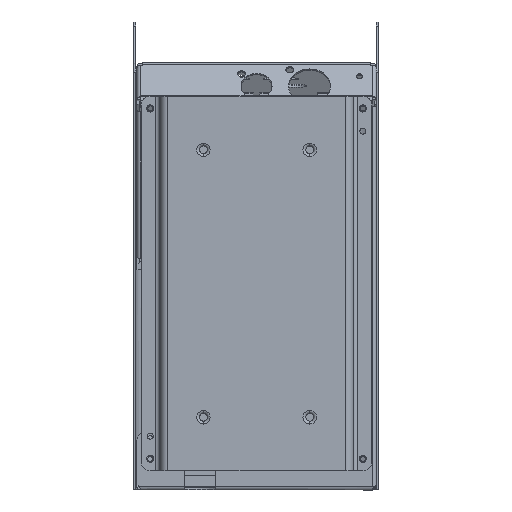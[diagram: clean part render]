
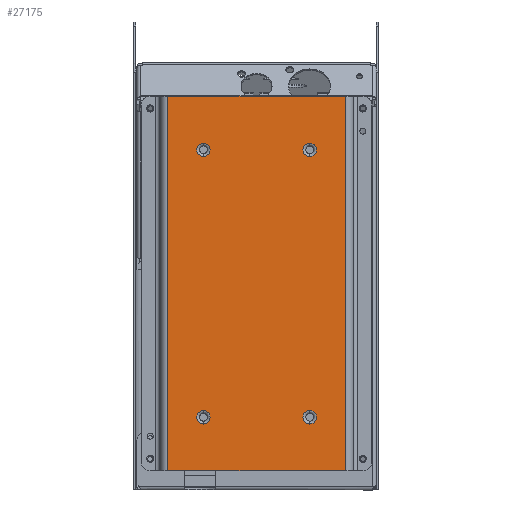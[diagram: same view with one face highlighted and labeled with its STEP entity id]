
A CAD part, front view. The second image highlights one B-rep face of the part: STEP entity #27175.
In plain terms, the highlighted planar face has unit normal (0, -1, 0).
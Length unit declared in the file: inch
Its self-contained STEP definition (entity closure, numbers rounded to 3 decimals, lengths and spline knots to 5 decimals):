
#253 = DIRECTION ( 'NONE',  ( 0., 0., 1. ) ) ;
#286 = PLANE ( 'NONE',  #4469 ) ;
#1055 = AXIS2_PLACEMENT_3D ( 'NONE', #6082, #21450, #8245 ) ;
#1212 = CIRCLE ( 'NONE', #4802, 0.1895 ) ;
#1224 = FACE_BOUND ( 'NONE', #26383, .T. ) ;
#1390 = EDGE_LOOP ( 'NONE', ( #3676, #23766 ) ) ;
#1418 = DIRECTION ( 'NONE',  ( 0., 1., 0. ) ) ;
#1425 = CARTESIAN_POINT ( 'NONE',  ( -2.50496, -0.60394, 5.56407 ) ) ;
#1995 = AXIS2_PLACEMENT_3D ( 'NONE', #16783, #3600, #18984 ) ;
#2005 = AXIS2_PLACEMENT_3D ( 'NONE', #10987, #26352, #13233 ) ;
#2035 = VERTEX_POINT ( 'NONE', #1425 ) ;
#2482 = DIRECTION ( 'NONE',  ( 0., 0., 1. ) ) ;
#3127 = ORIENTED_EDGE ( 'NONE', *, *, #8551, .T. ) ;
#3419 = CIRCLE ( 'NONE', #6406, 0.1895 ) ;
#3440 = EDGE_CURVE ( 'NONE', #12817, #9456, #19582, .T. ) ;
#3460 = DIRECTION ( 'NONE',  ( 0., 0., 1. ) ) ;
#3600 = DIRECTION ( 'NONE',  ( 0., 1., 0. ) ) ;
#3676 = ORIENTED_EDGE ( 'NONE', *, *, #16751, .T. ) ;
#4014 = CARTESIAN_POINT ( 'NONE',  ( -1.50034, -0.60394, -3.68543 ) ) ;
#4321 = ORIENTED_EDGE ( 'NONE', *, *, #26138, .F. ) ;
#4381 = CARTESIAN_POINT ( 'NONE',  ( 2.50528, -0.60394, -5.00993 ) ) ;
#4469 = AXIS2_PLACEMENT_3D ( 'NONE', #24338, #15648, #2482 ) ;
#4549 = ORIENTED_EDGE ( 'NONE', *, *, #14557, .T. ) ;
#4802 = AXIS2_PLACEMENT_3D ( 'NONE', #12539, #27875, #14776 ) ;
#4936 = FACE_BOUND ( 'NONE', #21930, .T. ) ;
#5657 = FACE_OUTER_BOUND ( 'NONE', #26893, .T. ) ;
#5778 = VECTOR ( 'NONE', #27923, 39.37008 ) ;
#5783 = DIRECTION ( 'NONE',  ( 0., 1., 0. ) ) ;
#6006 = LINE ( 'NONE', #8079, #11833 ) ;
#6082 = CARTESIAN_POINT ( 'NONE',  ( 1.49966, -0.60394, 4.05107 ) ) ;
#6121 = CARTESIAN_POINT ( 'NONE',  ( -1.50034, -0.60394, -3.30643 ) ) ;
#6406 = AXIS2_PLACEMENT_3D ( 'NONE', #18957, #5783, #21156 ) ;
#6943 = AXIS2_PLACEMENT_3D ( 'NONE', #26512, #13397, #253 ) ;
#7095 = DIRECTION ( 'NONE',  ( 0., 0., -1. ) ) ;
#7136 = CIRCLE ( 'NONE', #6943, 0.1895 ) ;
#7330 = CARTESIAN_POINT ( 'NONE',  ( -2.50496, -0.60394, -5.00993 ) ) ;
#8008 = VECTOR ( 'NONE', #22508, 39.37008 ) ;
#8079 = CARTESIAN_POINT ( 'NONE',  ( -3.58534, -0.60394, -5.00993 ) ) ;
#8206 = CARTESIAN_POINT ( 'NONE',  ( 1.49966, -0.60394, -3.30643 ) ) ;
#8245 = DIRECTION ( 'NONE',  ( 0., 0., 1. ) ) ;
#8345 = CARTESIAN_POINT ( 'NONE',  ( 1.49966, -0.60394, -3.68543 ) ) ;
#8551 = EDGE_CURVE ( 'NONE', #16634, #11187, #16820, .T. ) ;
#8916 = ORIENTED_EDGE ( 'NONE', *, *, #11683, .T. ) ;
#9073 = EDGE_CURVE ( 'NONE', #2035, #27715, #10907, .T. ) ;
#9456 = VERTEX_POINT ( 'NONE', #22813 ) ;
#10343 = CARTESIAN_POINT ( 'NONE',  ( -3.58534, -0.60394, 5.56407 ) ) ;
#10773 = FACE_BOUND ( 'NONE', #18120, .T. ) ;
#10907 = LINE ( 'NONE', #10343, #5778 ) ;
#10987 = CARTESIAN_POINT ( 'NONE',  ( -1.50034, -0.60394, -3.49593 ) ) ;
#11002 = VERTEX_POINT ( 'NONE', #7330 ) ;
#11187 = VERTEX_POINT ( 'NONE', #12268 ) ;
#11346 = EDGE_CURVE ( 'NONE', #17911, #15714, #23487, .T. ) ;
#11683 = EDGE_CURVE ( 'NONE', #9456, #12817, #20784, .T. ) ;
#11833 = VECTOR ( 'NONE', #25680, 39.37008 ) ;
#12268 = CARTESIAN_POINT ( 'NONE',  ( 1.49966, -0.60394, 4.24057 ) ) ;
#12539 = CARTESIAN_POINT ( 'NONE',  ( 1.49966, -0.60394, -3.49593 ) ) ;
#12817 = VERTEX_POINT ( 'NONE', #18540 ) ;
#13219 = AXIS2_PLACEMENT_3D ( 'NONE', #14579, #1418, #16780 ) ;
#13233 = DIRECTION ( 'NONE',  ( 0., 0., 1. ) ) ;
#13397 = DIRECTION ( 'NONE',  ( 0., 1., 0. ) ) ;
#14158 = VERTEX_POINT ( 'NONE', #4381 ) ;
#14557 = EDGE_CURVE ( 'NONE', #11002, #14158, #6006, .T. ) ;
#14579 = CARTESIAN_POINT ( 'NONE',  ( -1.50034, -0.60394, 4.05107 ) ) ;
#14776 = DIRECTION ( 'NONE',  ( 0., 0., 1. ) ) ;
#14856 = ORIENTED_EDGE ( 'NONE', *, *, #14895, .T. ) ;
#14895 = EDGE_CURVE ( 'NONE', #2035, #11002, #26235, .T. ) ;
#15648 = DIRECTION ( 'NONE',  ( 0., 1., 0. ) ) ;
#15714 = VERTEX_POINT ( 'NONE', #4014 ) ;
#16629 = DIRECTION ( 'NONE',  ( 0., 1., 0. ) ) ;
#16634 = VERTEX_POINT ( 'NONE', #24894 ) ;
#16751 = EDGE_CURVE ( 'NONE', #22790, #20038, #27549, .T. ) ;
#16780 = DIRECTION ( 'NONE',  ( 0., 0., 1. ) ) ;
#16783 = CARTESIAN_POINT ( 'NONE',  ( 1.49966, -0.60394, -3.49593 ) ) ;
#16820 = CIRCLE ( 'NONE', #1055, 0.1895 ) ;
#17089 = LINE ( 'NONE', #18098, #28046 ) ;
#17911 = VERTEX_POINT ( 'NONE', #6121 ) ;
#18098 = CARTESIAN_POINT ( 'NONE',  ( 2.50528, -0.60394, 5.56407 ) ) ;
#18120 = EDGE_LOOP ( 'NONE', ( #18467, #8916 ) ) ;
#18121 = CARTESIAN_POINT ( 'NONE',  ( -2.50496, -0.60394, 5.56407 ) ) ;
#18467 = ORIENTED_EDGE ( 'NONE', *, *, #3440, .T. ) ;
#18540 = CARTESIAN_POINT ( 'NONE',  ( -1.50034, -0.60394, 4.24057 ) ) ;
#18686 = EDGE_CURVE ( 'NONE', #11187, #16634, #7136, .T. ) ;
#18957 = CARTESIAN_POINT ( 'NONE',  ( -1.50034, -0.60394, -3.49593 ) ) ;
#18984 = DIRECTION ( 'NONE',  ( 0., 0., 1. ) ) ;
#19018 = EDGE_CURVE ( 'NONE', #15714, #17911, #3419, .T. ) ;
#19582 = CIRCLE ( 'NONE', #19921, 0.1895 ) ;
#19921 = AXIS2_PLACEMENT_3D ( 'NONE', #25335, #16629, #3460 ) ;
#20038 = VERTEX_POINT ( 'NONE', #8345 ) ;
#20784 = CIRCLE ( 'NONE', #13219, 0.1895 ) ;
#21156 = DIRECTION ( 'NONE',  ( 0., 0., 1. ) ) ;
#21450 = DIRECTION ( 'NONE',  ( 0., 1., 0. ) ) ;
#21668 = EDGE_CURVE ( 'NONE', #20038, #22790, #1212, .T. ) ;
#21930 = EDGE_LOOP ( 'NONE', ( #24773, #3127 ) ) ;
#22508 = DIRECTION ( 'NONE',  ( 0., 0., -1. ) ) ;
#22790 = VERTEX_POINT ( 'NONE', #8206 ) ;
#22813 = CARTESIAN_POINT ( 'NONE',  ( -1.50034, -0.60394, 3.86157 ) ) ;
#23164 = ORIENTED_EDGE ( 'NONE', *, *, #19018, .T. ) ;
#23243 = ORIENTED_EDGE ( 'NONE', *, *, #11346, .T. ) ;
#23487 = CIRCLE ( 'NONE', #2005, 0.1895 ) ;
#23766 = ORIENTED_EDGE ( 'NONE', *, *, #21668, .T. ) ;
#24338 = CARTESIAN_POINT ( 'NONE',  ( -3.58534, -0.60394, 5.56407 ) ) ;
#24773 = ORIENTED_EDGE ( 'NONE', *, *, #18686, .T. ) ;
#24894 = CARTESIAN_POINT ( 'NONE',  ( 1.49966, -0.60394, 3.86157 ) ) ;
#25335 = CARTESIAN_POINT ( 'NONE',  ( -1.50034, -0.60394, 4.05107 ) ) ;
#25680 = DIRECTION ( 'NONE',  ( 1., 0., 0. ) ) ;
#26138 = EDGE_CURVE ( 'NONE', #27715, #14158, #17089, .T. ) ;
#26235 = LINE ( 'NONE', #18121, #8008 ) ;
#26251 = ORIENTED_EDGE ( 'NONE', *, *, #9073, .F. ) ;
#26352 = DIRECTION ( 'NONE',  ( 0., 1., 0. ) ) ;
#26383 = EDGE_LOOP ( 'NONE', ( #23243, #23164 ) ) ;
#26512 = CARTESIAN_POINT ( 'NONE',  ( 1.49966, -0.60394, 4.05107 ) ) ;
#26893 = EDGE_LOOP ( 'NONE', ( #4321, #26251, #14856, #4549 ) ) ;
#27175 = ADVANCED_FACE ( 'NONE', ( #5657, #1224, #28316, #10773, #4936 ), #286, .F. ) ;
#27448 = CARTESIAN_POINT ( 'NONE',  ( 2.50528, -0.60394, 5.56407 ) ) ;
#27549 = CIRCLE ( 'NONE', #1995, 0.1895 ) ;
#27715 = VERTEX_POINT ( 'NONE', #27448 ) ;
#27875 = DIRECTION ( 'NONE',  ( 0., 1., 0. ) ) ;
#27923 = DIRECTION ( 'NONE',  ( 1., 0., 0. ) ) ;
#28046 = VECTOR ( 'NONE', #7095, 39.37008 ) ;
#28316 = FACE_BOUND ( 'NONE', #1390, .T. ) ;
